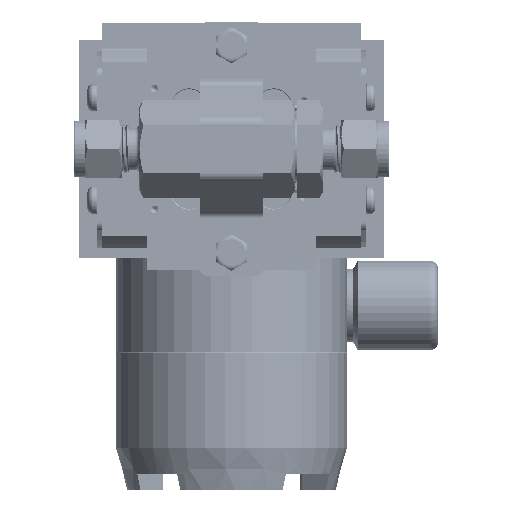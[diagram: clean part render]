
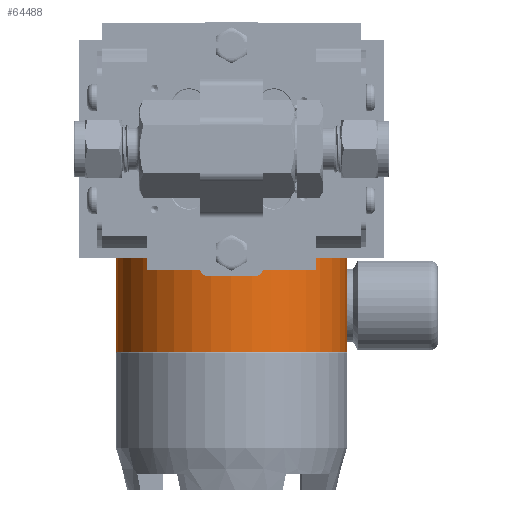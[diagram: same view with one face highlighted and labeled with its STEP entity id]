
A CAD part, front view. The second image highlights one B-rep face of the part: STEP entity #64488.
In plain terms, the highlighted cylindrical face has radius 34.734 mm (diameter 69.469 mm), a partial arc.
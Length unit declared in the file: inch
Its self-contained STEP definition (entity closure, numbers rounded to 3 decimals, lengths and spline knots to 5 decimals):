
#1434 = AXIS2_PLACEMENT_3D ( 'NONE', #86913, #14423, #99125 ) ;
#7553 = FACE_OUTER_BOUND ( 'NONE', #34733, .T. ) ;
#13113 = LINE ( 'NONE', #128189, #73677 ) ;
#14423 = DIRECTION ( 'NONE',  ( 0., 0., -1. ) ) ;
#31080 = ORIENTED_EDGE ( 'NONE', *, *, #109598, .T. ) ;
#34733 = EDGE_LOOP ( 'NONE', ( #42044, #136237, #31080, #57050 ) ) ;
#39429 = VERTEX_POINT ( 'NONE', #48227 ) ;
#42044 = ORIENTED_EDGE ( 'NONE', *, *, #52967, .T. ) ;
#42364 = VECTOR ( 'NONE', #71576, 39.37008 ) ;
#47244 = CARTESIAN_POINT ( 'NONE',  ( -1.367, 4.391, -3.23 ) ) ;
#47580 = CARTESIAN_POINT ( 'NONE',  ( 0.0005, 4.391, -2.4 ) ) ;
#48227 = CARTESIAN_POINT ( 'NONE',  ( -1.367, 4.391, -2.4 ) ) ;
#49631 = EDGE_CURVE ( 'NONE', #39429, #100445, #106795, .T. ) ;
#52967 = EDGE_CURVE ( 'NONE', #39429, #113020, #83484, .T. ) ;
#57050 = ORIENTED_EDGE ( 'NONE', *, *, #49631, .F. ) ;
#59798 = DIRECTION ( 'NONE',  ( -1., 0., 0. ) ) ;
#64488 = ADVANCED_FACE ( 'NONE', ( #7553 ), #96548, .T. ) ;
#71576 = DIRECTION ( 'NONE',  ( 0., 0., 1. ) ) ;
#73677 = VECTOR ( 'NONE', #91654, 39.37008 ) ;
#83484 = CIRCLE ( 'NONE', #101055, 1.3675 ) ;
#86913 = CARTESIAN_POINT ( 'NONE',  ( 0.0005, 4.391, -1.29 ) ) ;
#89255 = DIRECTION ( 'NONE',  ( 0., 0., 1. ) ) ;
#90168 = AXIS2_PLACEMENT_3D ( 'NONE', #101483, #89255, #113173 ) ;
#91654 = DIRECTION ( 'NONE',  ( 0., 0., 1. ) ) ;
#96548 = CYLINDRICAL_SURFACE ( 'NONE', #90168, 1.3675 ) ;
#99125 = DIRECTION ( 'NONE',  ( 1., 0., 0. ) ) ;
#100445 = VERTEX_POINT ( 'NONE', #123726 ) ;
#101055 = AXIS2_PLACEMENT_3D ( 'NONE', #47580, #132322, #59798 ) ;
#101483 = CARTESIAN_POINT ( 'NONE',  ( 0.0005, 4.391, -3.23 ) ) ;
#106661 = CARTESIAN_POINT ( 'NONE',  ( 1.368, 4.391, -1.29 ) ) ;
#106795 = LINE ( 'NONE', #47244, #42364 ) ;
#109598 = EDGE_CURVE ( 'NONE', #114403, #100445, #124954, .T. ) ;
#109809 = EDGE_CURVE ( 'NONE', #113020, #114403, #13113, .T. ) ;
#113020 = VERTEX_POINT ( 'NONE', #140227 ) ;
#113173 = DIRECTION ( 'NONE',  ( -1., 0., 0. ) ) ;
#114403 = VERTEX_POINT ( 'NONE', #106661 ) ;
#123726 = CARTESIAN_POINT ( 'NONE',  ( -1.367, 4.391, -1.29 ) ) ;
#124954 = CIRCLE ( 'NONE', #1434, 1.3675 ) ;
#128189 = CARTESIAN_POINT ( 'NONE',  ( 1.368, 4.391, -3.23 ) ) ;
#132322 = DIRECTION ( 'NONE',  ( 0., 0., 1. ) ) ;
#136237 = ORIENTED_EDGE ( 'NONE', *, *, #109809, .T. ) ;
#140227 = CARTESIAN_POINT ( 'NONE',  ( 1.368, 4.391, -2.4 ) ) ;
